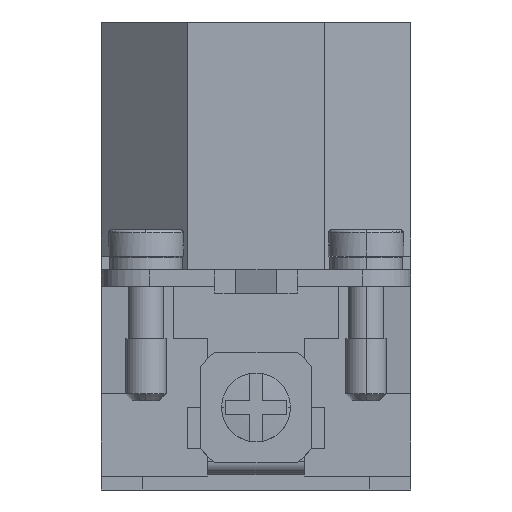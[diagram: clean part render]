
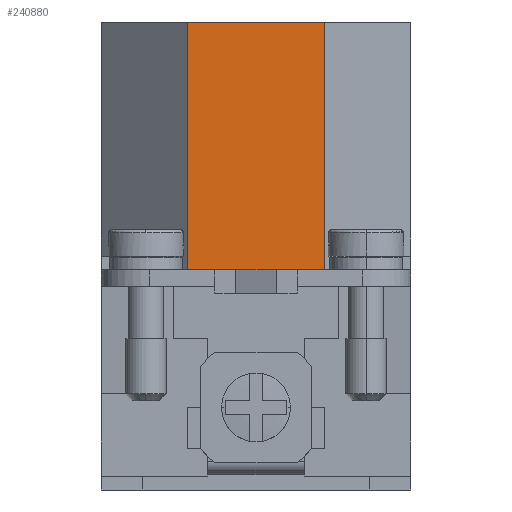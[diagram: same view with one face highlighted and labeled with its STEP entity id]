
A CAD part, left-side view. The second image highlights one B-rep face of the part: STEP entity #240880.
In plain terms, the highlighted planar face has unit normal (-1, 0, 0).
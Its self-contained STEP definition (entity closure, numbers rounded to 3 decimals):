
#213750=CARTESIAN_POINT('',(-36.,5.,0.));
#213760=VERTEX_POINT('',#213750);
#214570=CARTESIAN_POINT('',(-36.,-5.,0.));
#214580=VERTEX_POINT('',#214570);
#214610=CARTESIAN_POINT('',(-36.,-5.,0.));
#214620=DIRECTION('',(0.,1.,0.));
#214630=VECTOR('',#214620,10.);
#214640=LINE('',#214610,#214630);
#214650=EDGE_CURVE('',#214580,#213760,#214640,.T.);
#240420=CARTESIAN_POINT('',(-36.,5.,0.));
#240430=DIRECTION('',(-1.,0.,0.));
#240440=DIRECTION('',(0.,0.,1.));
#240450=AXIS2_PLACEMENT_3D('',#240420,#240430,#240440);
#240460=PLANE('',#240450);
#240470=CARTESIAN_POINT('',(-36.,5.,0.));
#240480=DIRECTION('',(0.,0.,-1.));
#240490=VECTOR('',#240480,18.);
#240500=LINE('',#240470,#240490);
#240510=CARTESIAN_POINT('',(-36.,5.,-18.));
#240520=VERTEX_POINT('',#240510);
#240530=EDGE_CURVE('',#213760,#240520,#240500,.T.);
#240540=ORIENTED_EDGE('',*,*,#240530,.T.);
#240550=ORIENTED_EDGE('',*,*,#214650,.T.);
#240560=CARTESIAN_POINT('',(-36.,-5.,0.));
#240570=DIRECTION('',(0.,0.,-1.));
#240580=VECTOR('',#240570,18.);
#240590=LINE('',#240560,#240580);
#240600=CARTESIAN_POINT('',(-36.,-5.,-18.));
#240610=VERTEX_POINT('',#240600);
#240620=EDGE_CURVE('',#214580,#240610,#240590,.T.);
#240630=ORIENTED_EDGE('',*,*,#240620,.F.);
#240640=CARTESIAN_POINT('',(-36.,-3.,-18.));
#240650=DIRECTION('',(0.,-1.,0.));
#240660=VECTOR('',#240650,2.);
#240670=LINE('',#240640,#240660);
#240680=CARTESIAN_POINT('',(-36.,-3.,-18.));
#240690=VERTEX_POINT('',#240680);
#240700=EDGE_CURVE('',#240690,#240610,#240670,.T.);
#240710=ORIENTED_EDGE('',*,*,#240700,.T.);
#240720=CARTESIAN_POINT('',(-36.,3.,-18.));
#240730=DIRECTION('',(0.,-1.,0.));
#240740=VECTOR('',#240730,6.);
#240750=LINE('',#240720,#240740);
#240760=CARTESIAN_POINT('',(-36.,3.,-18.));
#240770=VERTEX_POINT('',#240760);
#240780=EDGE_CURVE('',#240770,#240690,#240750,.T.);
#240790=ORIENTED_EDGE('',*,*,#240780,.T.);
#240800=CARTESIAN_POINT('',(-36.,5.,-18.));
#240810=DIRECTION('',(0.,-1.,0.));
#240820=VECTOR('',#240810,2.);
#240830=LINE('',#240800,#240820);
#240840=EDGE_CURVE('',#240520,#240770,#240830,.T.);
#240850=ORIENTED_EDGE('',*,*,#240840,.T.);
#240860=EDGE_LOOP('',(#240850,#240790,#240710,#240630,#240550,#240540));
#240870=FACE_OUTER_BOUND('',#240860,.T.);
#240880=ADVANCED_FACE('',(#240870),#240460,.T.);
